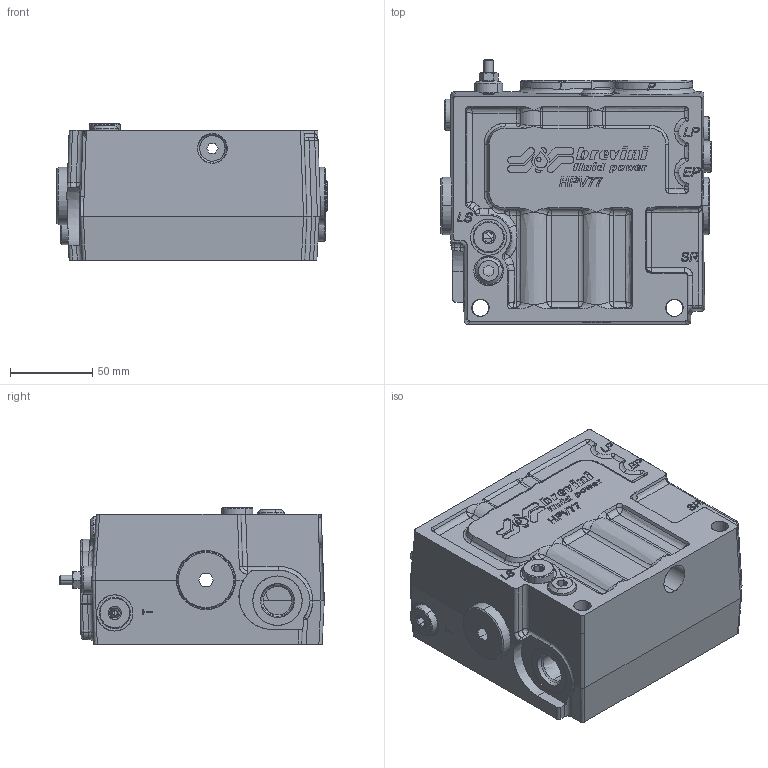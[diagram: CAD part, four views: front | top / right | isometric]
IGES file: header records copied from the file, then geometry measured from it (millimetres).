
Start section: SolidWorks IGES file using analytic representation for surfaces
Global section: file name: HSE0007701235.igs; native system: SolidWorks 2012; preprocessor: SolidWorks 2012; author: ARUTPUT15; date: 131005.122043; units: millimetre
Bounding box: 164.25 x 160.95 x 83 mm (x, y, z)
Surface area: 120146.5 mm2 (no closed solid volume)
Topology: 0 solids, 0 shells, 1510 faces, 17297 edges, 17247 vertices
Faces by surface type: bspline 1078, revolution 432
